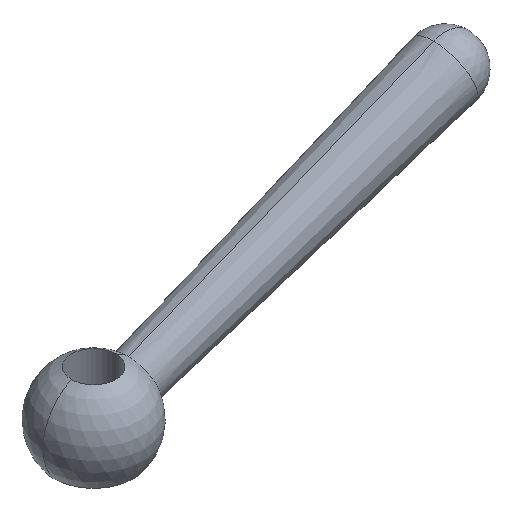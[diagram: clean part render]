
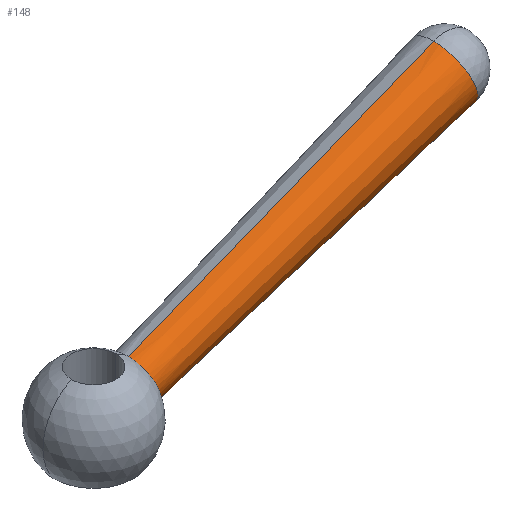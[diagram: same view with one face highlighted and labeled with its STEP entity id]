
A CAD part, isometric view. The second image highlights one B-rep face of the part: STEP entity #148.
In plain terms, the highlighted conical face has half-angle 1.549 degrees and reference radius 10.748 mm.
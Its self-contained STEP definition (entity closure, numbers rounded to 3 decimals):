
#82=VERTEX_POINT('',#197);
#98=EDGE_CURVE('',#158,#110,#214,.T.);
#110=VERTEX_POINT('',#228);
#114=EDGE_CURVE('',#110,#154,#232,.T.);
#120=EDGE_CURVE('',#82,#158,#238,.T.);
#140=EDGE_CURVE('',#154,#82,#262,.T.);
#148=ADVANCED_FACE('',(#270),#271,.T.);
#154=VERTEX_POINT('',#277);
#158=VERTEX_POINT('',#281);
#197=CARTESIAN_POINT('',(13.705,0.,27.066));
#214=CIRCLE('',#341,12.495);
#228=CARTESIAN_POINT('',(142.561,0.,51.091));
#232=LINE('',#361,#362);
#238=LINE('',#370,#371);
#262=CIRCLE('',#398,9.);
#270=FACE_OUTER_BOUND('',#409,.T.);
#271=CONICAL_SURFACE('',#410,10.748,0.027);
#277=CARTESIAN_POINT('',(19.862,0.,10.151));
#281=CARTESIAN_POINT('',(134.014,0.,74.574));
#341=AXIS2_PLACEMENT_3D('',#479,#480,#481);
#361=CARTESIAN_POINT('',(81.211,0.,30.621));
#362=VECTOR('',#502,1.0);
#370=CARTESIAN_POINT('',(73.859,0.,50.82));
#371=VECTOR('',#506,1.0);
#398=AXIS2_PLACEMENT_3D('',#546,#547,#548);
#409=EDGE_LOOP('',(#559,#560,#561,#562));
#410=AXIS2_PLACEMENT_3D('',#563,#564,#565);
#479=CARTESIAN_POINT('',(138.287,0.,62.832));
#480=DIRECTION('',(0.94,0.,0.342));
#481=DIRECTION('',(-0.342,0.,0.94));
#502=DIRECTION('',(-0.949,0.,-0.317));
#506=DIRECTION('',(0.93,0.,0.367));
#546=CARTESIAN_POINT('',(16.783,0.,18.609));
#547=DIRECTION('',(-0.94,0.,-0.342));
#548=DIRECTION('',(0.342,0.,-0.94));
#559=ORIENTED_EDGE('',*,*,#120,.F.);
#560=ORIENTED_EDGE('',*,*,#140,.F.);
#561=ORIENTED_EDGE('',*,*,#114,.F.);
#562=ORIENTED_EDGE('',*,*,#98,.F.);
#563=CARTESIAN_POINT('',(77.535,0.,40.721));
#564=DIRECTION('',(0.94,0.,0.342));
#565=DIRECTION('',(-0.342,0.,0.94));
